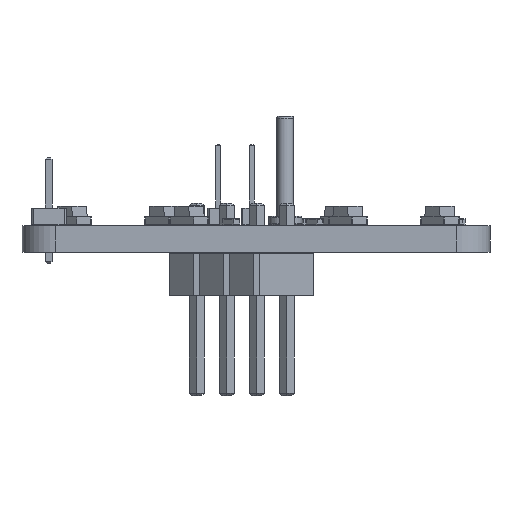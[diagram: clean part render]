
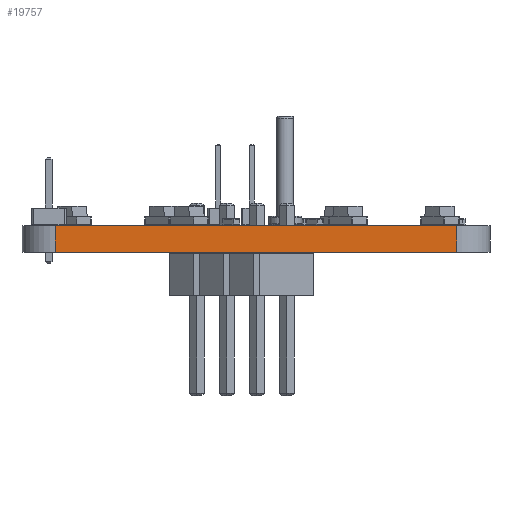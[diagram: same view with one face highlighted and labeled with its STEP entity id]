
A CAD part, front view. The second image highlights one B-rep face of the part: STEP entity #19757.
In plain terms, the highlighted planar face has unit normal (0, -1, 0).
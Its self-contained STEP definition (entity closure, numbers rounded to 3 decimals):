
#19757 = ADVANCED_FACE('',(#19758),#19772,.F.);
#19758 = FACE_BOUND('',#19759,.F.);
#19759 = EDGE_LOOP('',(#19760,#19795,#19823,#19851));
#19760 = ORIENTED_EDGE('',*,*,#19761,.T.);
#19761 = EDGE_CURVE('',#19762,#19764,#19766,.T.);
#19762 = VERTEX_POINT('',#19763);
#19763 = CARTESIAN_POINT('',(102.,-120.,0.));
#19764 = VERTEX_POINT('',#19765);
#19765 = CARTESIAN_POINT('',(102.,-120.,1.6));
#19766 = SURFACE_CURVE('',#19767,(#19771,#19783),.PCURVE_S1.);
#19767 = LINE('',#19768,#19769);
#19768 = CARTESIAN_POINT('',(102.,-120.,0.));
#19769 = VECTOR('',#19770,1.);
#19770 = DIRECTION('',(0.,0.,1.));
#19771 = PCURVE('',#19772,#19777);
#19772 = PLANE('',#19773);
#19773 = AXIS2_PLACEMENT_3D('',#19774,#19775,#19776);
#19774 = CARTESIAN_POINT('',(102.,-120.,0.));
#19775 = DIRECTION('',(0.,1.,0.));
#19776 = DIRECTION('',(1.,0.,0.));
#19777 = DEFINITIONAL_REPRESENTATION('',(#19778),#19782);
#19778 = LINE('',#19779,#19780);
#19779 = CARTESIAN_POINT('',(0.,0.));
#19780 = VECTOR('',#19781,1.);
#19781 = DIRECTION('',(0.,-1.));
#19782 = ( GEOMETRIC_REPRESENTATION_CONTEXT(2) 
PARAMETRIC_REPRESENTATION_CONTEXT() REPRESENTATION_CONTEXT('2D SPACE',''
  ) );
#19783 = PCURVE('',#19784,#19789);
#19784 = CYLINDRICAL_SURFACE('',#19785,2.);
#19785 = AXIS2_PLACEMENT_3D('',#19786,#19787,#19788);
#19786 = CARTESIAN_POINT('',(102.,-118.,0.));
#19787 = DIRECTION('',(0.,0.,-1.));
#19788 = DIRECTION('',(1.,0.,0.));
#19789 = DEFINITIONAL_REPRESENTATION('',(#19790),#19794);
#19790 = LINE('',#19791,#19792);
#19791 = CARTESIAN_POINT('',(-4.712,0.));
#19792 = VECTOR('',#19793,1.);
#19793 = DIRECTION('',(0.,-1.));
#19794 = ( GEOMETRIC_REPRESENTATION_CONTEXT(2) 
PARAMETRIC_REPRESENTATION_CONTEXT() REPRESENTATION_CONTEXT('2D SPACE',''
  ) );
#19795 = ORIENTED_EDGE('',*,*,#19796,.T.);
#19796 = EDGE_CURVE('',#19764,#19797,#19799,.T.);
#19797 = VERTEX_POINT('',#19798);
#19798 = CARTESIAN_POINT('',(126.,-120.,1.6));
#19799 = SURFACE_CURVE('',#19800,(#19804,#19811),.PCURVE_S1.);
#19800 = LINE('',#19801,#19802);
#19801 = CARTESIAN_POINT('',(102.,-120.,1.6));
#19802 = VECTOR('',#19803,1.);
#19803 = DIRECTION('',(1.,0.,0.));
#19804 = PCURVE('',#19772,#19805);
#19805 = DEFINITIONAL_REPRESENTATION('',(#19806),#19810);
#19806 = LINE('',#19807,#19808);
#19807 = CARTESIAN_POINT('',(0.,-1.6));
#19808 = VECTOR('',#19809,1.);
#19809 = DIRECTION('',(1.,0.));
#19810 = ( GEOMETRIC_REPRESENTATION_CONTEXT(2) 
PARAMETRIC_REPRESENTATION_CONTEXT() REPRESENTATION_CONTEXT('2D SPACE',''
  ) );
#19811 = PCURVE('',#19812,#19817);
#19812 = PLANE('',#19813);
#19813 = AXIS2_PLACEMENT_3D('',#19814,#19815,#19816);
#19814 = CARTESIAN_POINT('',(114.,-106.,1.6));
#19815 = DIRECTION('',(0.,0.,1.));
#19816 = DIRECTION('',(1.,0.,0.));
#19817 = DEFINITIONAL_REPRESENTATION('',(#19818),#19822);
#19818 = LINE('',#19819,#19820);
#19819 = CARTESIAN_POINT('',(-12.,-14.));
#19820 = VECTOR('',#19821,1.);
#19821 = DIRECTION('',(1.,0.));
#19822 = ( GEOMETRIC_REPRESENTATION_CONTEXT(2) 
PARAMETRIC_REPRESENTATION_CONTEXT() REPRESENTATION_CONTEXT('2D SPACE',''
  ) );
#19823 = ORIENTED_EDGE('',*,*,#19824,.F.);
#19824 = EDGE_CURVE('',#19825,#19797,#19827,.T.);
#19825 = VERTEX_POINT('',#19826);
#19826 = CARTESIAN_POINT('',(126.,-120.,0.));
#19827 = SURFACE_CURVE('',#19828,(#19832,#19839),.PCURVE_S1.);
#19828 = LINE('',#19829,#19830);
#19829 = CARTESIAN_POINT('',(126.,-120.,0.));
#19830 = VECTOR('',#19831,1.);
#19831 = DIRECTION('',(0.,0.,1.));
#19832 = PCURVE('',#19772,#19833);
#19833 = DEFINITIONAL_REPRESENTATION('',(#19834),#19838);
#19834 = LINE('',#19835,#19836);
#19835 = CARTESIAN_POINT('',(24.,0.));
#19836 = VECTOR('',#19837,1.);
#19837 = DIRECTION('',(0.,-1.));
#19838 = ( GEOMETRIC_REPRESENTATION_CONTEXT(2) 
PARAMETRIC_REPRESENTATION_CONTEXT() REPRESENTATION_CONTEXT('2D SPACE',''
  ) );
#19839 = PCURVE('',#19840,#19845);
#19840 = CYLINDRICAL_SURFACE('',#19841,2.);
#19841 = AXIS2_PLACEMENT_3D('',#19842,#19843,#19844);
#19842 = CARTESIAN_POINT('',(126.,-118.,0.));
#19843 = DIRECTION('',(0.,0.,-1.));
#19844 = DIRECTION('',(1.,0.,0.));
#19845 = DEFINITIONAL_REPRESENTATION('',(#19846),#19850);
#19846 = LINE('',#19847,#19848);
#19847 = CARTESIAN_POINT('',(-4.712,0.));
#19848 = VECTOR('',#19849,1.);
#19849 = DIRECTION('',(0.,-1.));
#19850 = ( GEOMETRIC_REPRESENTATION_CONTEXT(2) 
PARAMETRIC_REPRESENTATION_CONTEXT() REPRESENTATION_CONTEXT('2D SPACE',''
  ) );
#19851 = ORIENTED_EDGE('',*,*,#19852,.F.);
#19852 = EDGE_CURVE('',#19762,#19825,#19853,.T.);
#19853 = SURFACE_CURVE('',#19854,(#19858,#19865),.PCURVE_S1.);
#19854 = LINE('',#19855,#19856);
#19855 = CARTESIAN_POINT('',(102.,-120.,0.));
#19856 = VECTOR('',#19857,1.);
#19857 = DIRECTION('',(1.,0.,0.));
#19858 = PCURVE('',#19772,#19859);
#19859 = DEFINITIONAL_REPRESENTATION('',(#19860),#19864);
#19860 = LINE('',#19861,#19862);
#19861 = CARTESIAN_POINT('',(0.,0.));
#19862 = VECTOR('',#19863,1.);
#19863 = DIRECTION('',(1.,0.));
#19864 = ( GEOMETRIC_REPRESENTATION_CONTEXT(2) 
PARAMETRIC_REPRESENTATION_CONTEXT() REPRESENTATION_CONTEXT('2D SPACE',''
  ) );
#19865 = PCURVE('',#19866,#19871);
#19866 = PLANE('',#19867);
#19867 = AXIS2_PLACEMENT_3D('',#19868,#19869,#19870);
#19868 = CARTESIAN_POINT('',(114.,-106.,0.));
#19869 = DIRECTION('',(0.,0.,1.));
#19870 = DIRECTION('',(1.,0.,0.));
#19871 = DEFINITIONAL_REPRESENTATION('',(#19872),#19876);
#19872 = LINE('',#19873,#19874);
#19873 = CARTESIAN_POINT('',(-12.,-14.));
#19874 = VECTOR('',#19875,1.);
#19875 = DIRECTION('',(1.,0.));
#19876 = ( GEOMETRIC_REPRESENTATION_CONTEXT(2) 
PARAMETRIC_REPRESENTATION_CONTEXT() REPRESENTATION_CONTEXT('2D SPACE',''
  ) );
